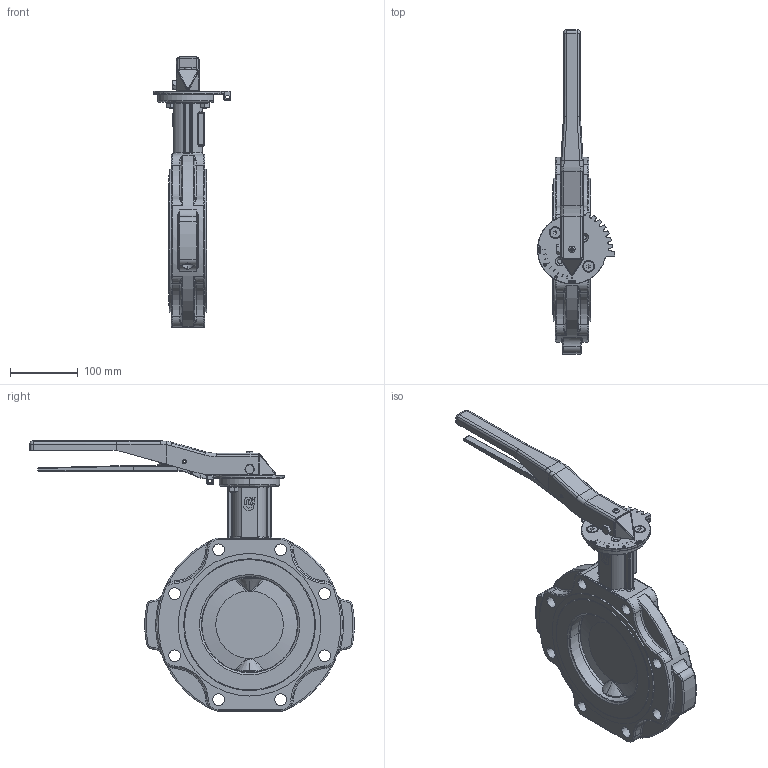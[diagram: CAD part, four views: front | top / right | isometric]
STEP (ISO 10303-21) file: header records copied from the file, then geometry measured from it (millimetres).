
FILE_DESCRIPTION(('HOOPS Exchange Step'),'2;1');
FILE_NAME('AK10_DN150_PN10-16_jis10k_Handhebel.stp','2025-10-06T10:05:20+02:00',('nieru'),('Unknown organisation'),'HOOPS Exchange 2024.2','HOOPS Exchange','Unknown authorisation');
FILE_SCHEMA( ('AP203_CONFIGURATION_CONTROLLED_3D_DESIGN_OF_MECHANICAL_PARTS_AND_ASSEMBLIES_MIM_LF') );
Length unit declared in the file: millimetre
Products named in the file (3): 0; root
Assembly tree (2 placements, depth 3):
  root
    0
      0
Bounding box: 113.99 x 479.72 x 399.87 mm (x, y, z)
Volume: 2569538.1 mm3; surface area: 395173.6 mm2
Topology: 2 solids, 2 shells, 1642 faces, 4197 edges, 2555 vertices
Faces by surface type: cylinder 580, plane 417, bspline 277, torus 228, cone 99, sphere 41
Entity records: 105956 total; most frequent: CARTESIAN_POINT 70816, ORIENTED_EDGE 8236, DIRECTION 5797, EDGE_CURVE 4118, VERTEX_POINT 2555, AXIS2_PLACEMENT_3D 2189, EDGE_LOOP 1761, FACE_BOUND 1761
